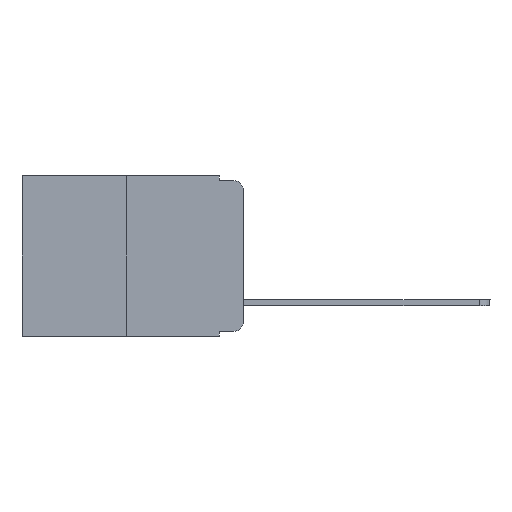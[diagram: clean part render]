
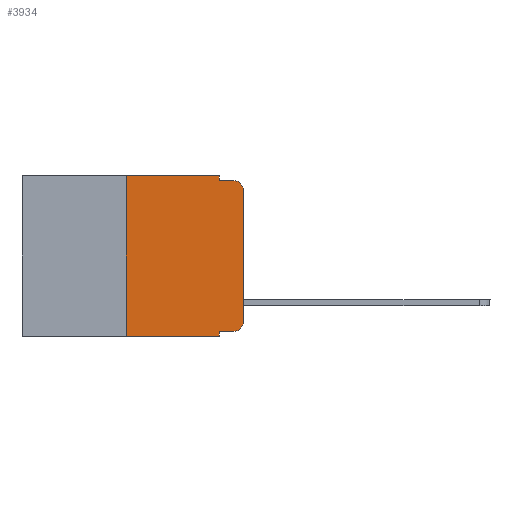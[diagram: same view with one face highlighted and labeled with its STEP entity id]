
A CAD part, left-side view. The second image highlights one B-rep face of the part: STEP entity #3934.
In plain terms, the highlighted planar face has unit normal (-1, 0, 0).
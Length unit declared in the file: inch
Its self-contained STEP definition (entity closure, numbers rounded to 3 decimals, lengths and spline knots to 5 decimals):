
#271 = ORIENTED_EDGE ( 'NONE', *, *, #13317, .F. ) ;
#510 = DIRECTION ( 'NONE',  ( 0., -1., 0. ) ) ;
#1058 = DIRECTION ( 'NONE',  ( 0., -1., 0. ) ) ;
#1408 = EDGE_CURVE ( 'NONE', #5200, #7216, #13150, .T. ) ;
#2030 = CARTESIAN_POINT ( 'NONE',  ( 0., 0.02, -0.03 ) ) ;
#2450 = EDGE_CURVE ( 'NONE', #14337, #7575, #5803, .T. ) ;
#2730 = CARTESIAN_POINT ( 'NONE',  ( 0., 0.02, -0.313 ) ) ;
#2759 = CARTESIAN_POINT ( 'NONE',  ( 0., 0.051, -0.333 ) ) ;
#2953 = CARTESIAN_POINT ( 'NONE',  ( 0., 0.25, -0.343 ) ) ;
#2984 = VECTOR ( 'NONE', #12771, 39.37008 ) ;
#3178 = EDGE_CURVE ( 'NONE', #3545, #5200, #12929, .T. ) ;
#3545 = VERTEX_POINT ( 'NONE', #3604 ) ;
#3604 = CARTESIAN_POINT ( 'NONE',  ( 0., 0., -0.313 ) ) ;
#3794 = VERTEX_POINT ( 'NONE', #2953 ) ;
#3855 = CARTESIAN_POINT ( 'NONE',  ( 0., 0.02, -0.01 ) ) ;
#3934 = ADVANCED_FACE ( 'NONE', ( #8347 ), #12154, .F. ) ;
#3947 = VECTOR ( 'NONE', #7810, 39.37008 ) ;
#4073 = ORIENTED_EDGE ( 'NONE', *, *, #3178, .T. ) ;
#4294 = ORIENTED_EDGE ( 'NONE', *, *, #4416, .T. ) ;
#4398 = CARTESIAN_POINT ( 'NONE',  ( 0., 0.473, 0. ) ) ;
#4416 = EDGE_CURVE ( 'NONE', #3794, #7575, #11475, .T. ) ;
#4854 = EDGE_CURVE ( 'NONE', #9194, #7877, #13546, .T. ) ;
#4909 = CARTESIAN_POINT ( 'NONE',  ( 0., 0.051, 0. ) ) ;
#4983 = LINE ( 'NONE', #6899, #5679 ) ;
#5144 = CARTESIAN_POINT ( 'NONE',  ( 0., 0.051, 0. ) ) ;
#5149 = AXIS2_PLACEMENT_3D ( 'NONE', #2030, #12072, #9935 ) ;
#5200 = VERTEX_POINT ( 'NONE', #7528 ) ;
#5256 = EDGE_LOOP ( 'NONE', ( #4073, #11091, #9639, #7727, #13726, #271, #4294, #6512, #5836, #13035 ) ) ;
#5316 = EDGE_CURVE ( 'NONE', #10853, #9194, #6039, .T. ) ;
#5679 = VECTOR ( 'NONE', #11482, 39.37008 ) ;
#5803 = LINE ( 'NONE', #11221, #13970 ) ;
#5836 = ORIENTED_EDGE ( 'NONE', *, *, #11163, .T. ) ;
#5881 = VECTOR ( 'NONE', #11632, 39.37008 ) ;
#6039 = LINE ( 'NONE', #10031, #9359 ) ;
#6048 = DIRECTION ( 'NONE',  ( -1., 0., 0. ) ) ;
#6201 = CARTESIAN_POINT ( 'NONE',  ( 0., 0.02, -0.333 ) ) ;
#6455 = DIRECTION ( 'NONE',  ( 0., 0., -1. ) ) ;
#6490 = CARTESIAN_POINT ( 'NONE',  ( 0., 0.473, -0.343 ) ) ;
#6512 = ORIENTED_EDGE ( 'NONE', *, *, #2450, .F. ) ;
#6741 = DIRECTION ( 'NONE',  ( 0., 0., 1. ) ) ;
#6899 = CARTESIAN_POINT ( 'NONE',  ( 0., 0.051, -0.01 ) ) ;
#7216 = VERTEX_POINT ( 'NONE', #3855 ) ;
#7528 = CARTESIAN_POINT ( 'NONE',  ( 0., 0., -0.03 ) ) ;
#7575 = VERTEX_POINT ( 'NONE', #7916 ) ;
#7593 = DIRECTION ( 'NONE',  ( 1., 0., 0. ) ) ;
#7727 = ORIENTED_EDGE ( 'NONE', *, *, #4854, .F. ) ;
#7810 = DIRECTION ( 'NONE',  ( 0., -1., 0. ) ) ;
#7877 = VERTEX_POINT ( 'NONE', #10786 ) ;
#7916 = CARTESIAN_POINT ( 'NONE',  ( 0., 0.051, -0.343 ) ) ;
#8246 = DIRECTION ( 'NONE',  ( 0., 0., -1. ) ) ;
#8341 = CIRCLE ( 'NONE', #8762, 0.02 ) ;
#8347 = FACE_OUTER_BOUND ( 'NONE', #5256, .T. ) ;
#8762 = AXIS2_PLACEMENT_3D ( 'NONE', #2730, #6048, #8246 ) ;
#9044 = CARTESIAN_POINT ( 'NONE',  ( 0., 0.25, 0. ) ) ;
#9194 = VERTEX_POINT ( 'NONE', #5144 ) ;
#9359 = VECTOR ( 'NONE', #1058, 39.37008 ) ;
#9639 = ORIENTED_EDGE ( 'NONE', *, *, #13448, .F. ) ;
#9701 = LINE ( 'NONE', #9044, #13353 ) ;
#9935 = DIRECTION ( 'NONE',  ( 0., 0., -1. ) ) ;
#10031 = CARTESIAN_POINT ( 'NONE',  ( 0., 0.473, 0. ) ) ;
#10058 = CARTESIAN_POINT ( 'NONE',  ( 0., 0.051, -0.333 ) ) ;
#10210 = AXIS2_PLACEMENT_3D ( 'NONE', #4398, #7593, #6455 ) ;
#10786 = CARTESIAN_POINT ( 'NONE',  ( 0., 0.051, -0.01 ) ) ;
#10853 = VERTEX_POINT ( 'NONE', #11111 ) ;
#11091 = ORIENTED_EDGE ( 'NONE', *, *, #1408, .T. ) ;
#11111 = CARTESIAN_POINT ( 'NONE',  ( 0., 0.25, 0. ) ) ;
#11160 = LINE ( 'NONE', #2759, #12733 ) ;
#11163 = EDGE_CURVE ( 'NONE', #14337, #11709, #11160, .T. ) ;
#11221 = CARTESIAN_POINT ( 'NONE',  ( 0., 0.051, 0. ) ) ;
#11475 = LINE ( 'NONE', #6490, #3947 ) ;
#11482 = DIRECTION ( 'NONE',  ( 0., -1., 0. ) ) ;
#11632 = DIRECTION ( 'NONE',  ( 0., 0., -1. ) ) ;
#11709 = VERTEX_POINT ( 'NONE', #6201 ) ;
#12072 = DIRECTION ( 'NONE',  ( -1., 0., 0. ) ) ;
#12154 = PLANE ( 'NONE',  #10210 ) ;
#12210 = EDGE_CURVE ( 'NONE', #11709, #3545, #8341, .T. ) ;
#12733 = VECTOR ( 'NONE', #510, 39.37008 ) ;
#12771 = DIRECTION ( 'NONE',  ( 0., 0., 1. ) ) ;
#12924 = CARTESIAN_POINT ( 'NONE',  ( 0., 0., 0. ) ) ;
#12929 = LINE ( 'NONE', #12924, #2984 ) ;
#13035 = ORIENTED_EDGE ( 'NONE', *, *, #12210, .T. ) ;
#13150 = CIRCLE ( 'NONE', #5149, 0.02 ) ;
#13317 = EDGE_CURVE ( 'NONE', #3794, #10853, #9701, .T. ) ;
#13353 = VECTOR ( 'NONE', #6741, 39.37008 ) ;
#13365 = DIRECTION ( 'NONE',  ( 0., 0., -1. ) ) ;
#13448 = EDGE_CURVE ( 'NONE', #7877, #7216, #4983, .T. ) ;
#13546 = LINE ( 'NONE', #4909, #5881 ) ;
#13726 = ORIENTED_EDGE ( 'NONE', *, *, #5316, .F. ) ;
#13970 = VECTOR ( 'NONE', #13365, 39.37008 ) ;
#14337 = VERTEX_POINT ( 'NONE', #10058 ) ;
